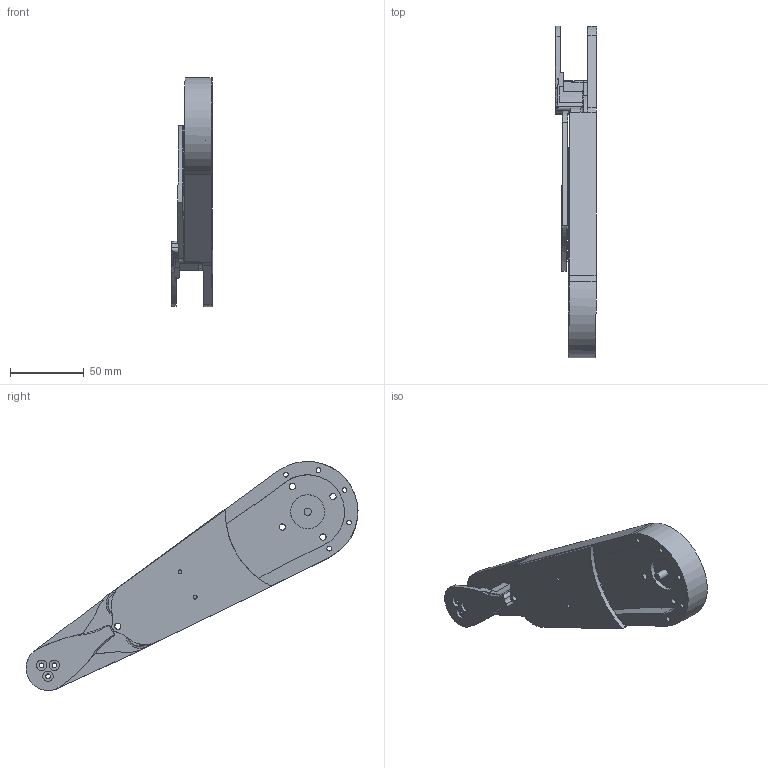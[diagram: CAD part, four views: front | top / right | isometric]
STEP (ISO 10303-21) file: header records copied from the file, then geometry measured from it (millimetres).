
FILE_DESCRIPTION(/* description */ (''),/* implementation_level */ '2;1');
FILE_NAME(/* name */ 'Muzlo.step',/* time_stamp */ '2025-10-09T15:12:31-03:00',/* author */ (''),/* organization */ (''),/* preprocessor_version */ 'ST-DEVELOPER v20.1',/* originating_system */ 'Autodesk Translation Framework v14.17.0.0',/* authorisation */ '');
FILE_SCHEMA (('AUTOMOTIVE_DESIGN { 1 0 10303 214 3 1 1 }'));
Length unit declared in the file: millimetre
Products named in the file (21): Cuerpo Base; Tobillo v1; BLDC_Casing; Magnet_Holder FINAL; Encoder_Magnet; 75x95x10mm_Bearing; Eagle_Power_BLDC; Stator; Rotar; M4_10mm_Screw; 12x28x8mm_Bearing (2); 12x28x8mm_Bearing; Anillo_NUEVO; Porta_Planeta; Gear_098; Planeta_Oficial; Sujetador; Muslo; Componente26; M4_45mm_Screw (1); Componente32
Assembly tree (24 placements, depth 4):
  Cuerpo Base
    Tobillo v1
      BLDC_Casing
      Magnet_Holder FINAL
      Encoder_Magnet
      75x95x10mm_Bearing
      12x28x8mm_Bearing  x3
      Eagle_Power_BLDC
        Stator
        Rotar
      M4_10mm_Screw
      12x28x8mm_Bearing (2)
      Anillo_NUEVO
      Porta_Planeta
      Gear_098  x3
      Planeta_Oficial
      Sujetador
      Muslo
      Componente26
      M4_45mm_Screw (1)
    Componente32
Bounding box: 27.79 x 224.65 x 155.05 mm (x, y, z)
Volume: 155738.6 mm3; surface area: 55554.2 mm2
Topology: 2 solids, 2 shells, 175 faces, 428 edges, 282 vertices
Faces by surface type: cylinder 83, plane 67, bspline 20, torus 5
Full cylindrical faces by diameter (mm): 2.6 x2, 3 x2, 3.2 x11, 4.2 x5, 4.9 x1, 6 x5, 7 x7, 8 x5, 10 x3, 17 x2, 23 x1
Entity records: 6655 total; most frequent: CARTESIAN_POINT 1688, DIRECTION 984, ORIENTED_EDGE 856, EDGE_CURVE 428, AXIS2_PLACEMENT_3D 400, VERTEX_POINT 282, EDGE_LOOP 238, CIRCLE 192
